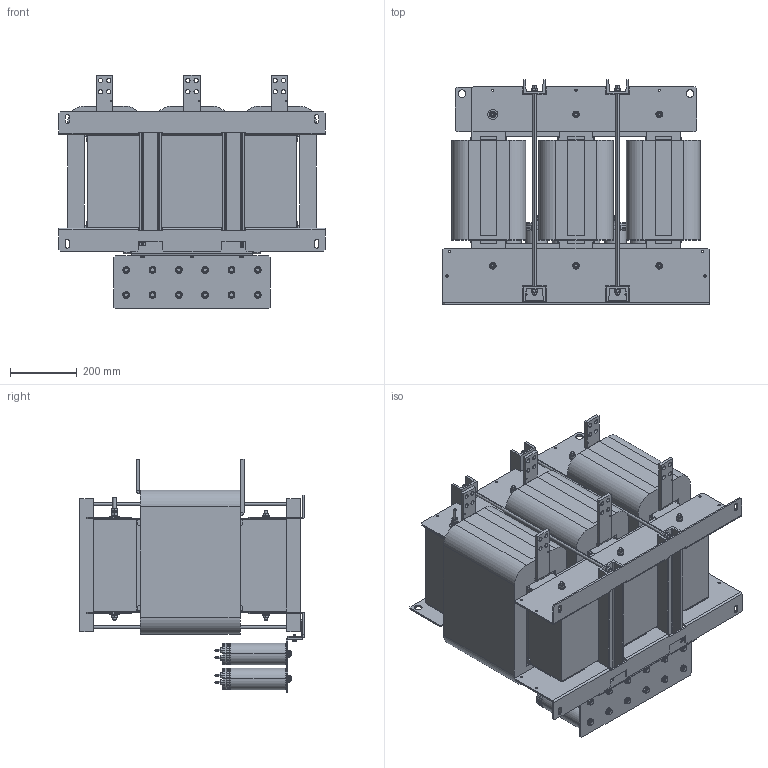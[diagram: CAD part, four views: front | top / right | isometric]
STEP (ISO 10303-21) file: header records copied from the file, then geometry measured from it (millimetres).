
FILE_DESCRIPTION (( 'STEP AP214' ), '1' );
FILE_NAME ('B 1002059.STEP', '2014-04-24T10:38:35', ( '' ), ( '' ), 'SwSTEP 2.0', 'SolidWorks 2012', '' );
FILE_SCHEMA (( 'AUTOMOTIVE_DESIGN' ));
Length unit declared in the file: millimetre
Products named in the file (27): #050-0970; +3810-0160; #700-1362; #700-1357; hex thin nut chamfered gradeab_din_Hexagon Thin Nut ISO 4035 - M12 - N; toothed lock washer 1_din_DIN 6797-A13; #700-1356; Isolierbuchse M10_M05; hex nut style 1 gradeab_din_Hexagon Nut ISO 4032 - M10 - D - N; plain washer grade a_din_Washer DIN 125 - A 10.5; plain washer large_din_Washer DIN 9021 - 10.5; curved spring lock washer_din_Spring washer DIN 128 - A10; pan head cross recess screw_din_ISO 7045 - M6 x 16 - Z --- 16N; plain washer grade a_din_Washer DIN 125 - A 6.4; #040-1299; #080-0625; Alu-Platte 150x100x3mm; #050-0963; #700-1343; #700-1342; Kern f黵 B 1002059; Eckprofil 7x300mm; HGW-Platte 300x270x1mm; Wickel f黵 B 1002059; B 1002059; #144-0213; #040-1298
Assembly tree (159 placements, depth 2):
  B 1002059
    Wickel f黵 B 1002059  x3
    HGW-Platte 300x270x1mm  x6
    Eckprofil 7x300mm  x12
    Kern f黵 B 1002059
    #700-1342  x3
    #700-1343  x3
    #050-0963
    Alu-Platte 150x100x3mm  x8
    #080-0625  x2
    #040-1299
    #040-1298
    #144-0213  x6
    plain washer grade a_din_Washer DIN 125 - A 6.4  x3
    pan head cross recess screw_din_ISO 7045 - M6 x 16 - Z --- 16N  x3
    curved spring lock washer_din_Spring washer DIN 128 - A10
    plain washer large_din_Washer DIN 9021 - 10.5  x2
    plain washer grade a_din_Washer DIN 125 - A 10.5  x22
    hex nut style 1 gradeab_din_Hexagon Nut ISO 4032 - M10 - D - N  x21
    Isolierbuchse M10_M05  x10
    #700-1356  x5
    toothed lock washer 1_din_DIN 6797-A13  x12
    hex thin nut chamfered gradeab_din_Hexagon Thin Nut ISO 4035 - M12 - N  x12
    #700-1357
    #700-1362  x4
    +3810-0160  x12
    #050-0970  x4
Bounding box: 800 x 675 x 702.33 mm (x, y, z)
Volume: 139334241.9 mm3; surface area: 9188809.2 mm2
Topology: 159 solids, 159 shells, 3691 faces, 8725 edges, 5453 vertices
Faces by surface type: plane 1671, cylinder 1222, cone 586, torus 182, bspline 24, sphere 6
Entity records: 24006 total; most frequent: CARTESIAN_POINT 4435, DIRECTION 3991, ORIENTED_EDGE 3494, EDGE_CURVE 1747, AXIS2_PLACEMENT_3D 1463, VERTEX_POINT 1111, VECTOR 1065, LINE 1065
